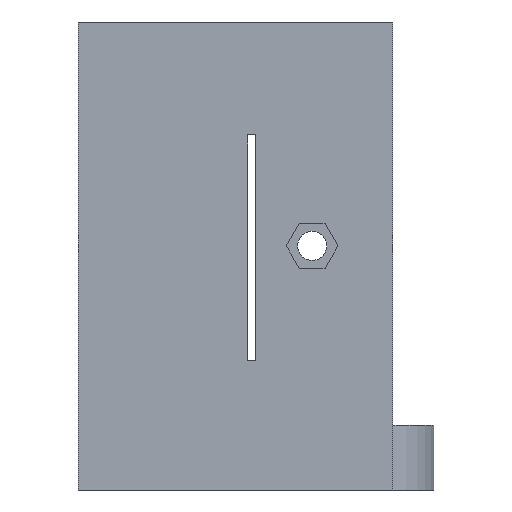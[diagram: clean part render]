
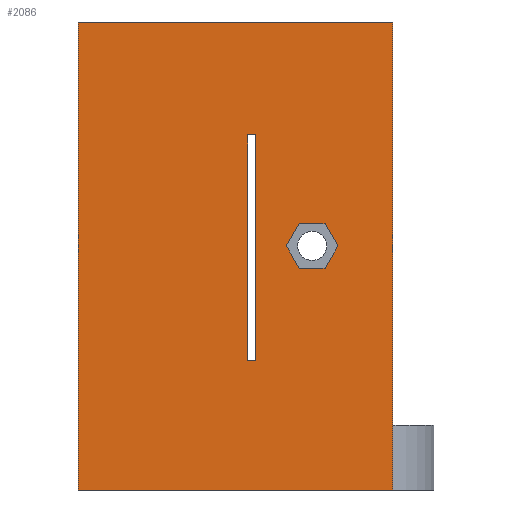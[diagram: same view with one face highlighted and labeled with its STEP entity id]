
A CAD part, left-side view. The second image highlights one B-rep face of the part: STEP entity #2086.
In plain terms, the highlighted planar face has unit normal (-1, 0, 0).
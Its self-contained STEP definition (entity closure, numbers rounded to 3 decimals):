
#39=FACE_BOUND('',#174,.T.);
#40=FACE_BOUND('',#175,.T.);
#67=FACE_OUTER_BOUND('',#173,.T.);
#173=EDGE_LOOP('',(#1376,#1377,#1378,#1379));
#174=EDGE_LOOP('',(#1380,#1381,#1382,#1383));
#175=EDGE_LOOP('',(#1384,#1385,#1386,#1387,#1388,#1389));
#374=LINE('',#2973,#613);
#375=LINE('',#2975,#614);
#376=LINE('',#2977,#615);
#377=LINE('',#2978,#616);
#378=LINE('',#2981,#617);
#379=LINE('',#2983,#618);
#380=LINE('',#2985,#619);
#381=LINE('',#2986,#620);
#382=LINE('',#2989,#621);
#383=LINE('',#2991,#622);
#384=LINE('',#2993,#623);
#385=LINE('',#2995,#624);
#386=LINE('',#2997,#625);
#387=LINE('',#2998,#626);
#613=VECTOR('',#2387,1.);
#614=VECTOR('',#2388,1.);
#615=VECTOR('',#2389,1.);
#616=VECTOR('',#2390,1.);
#617=VECTOR('',#2391,1.);
#618=VECTOR('',#2392,1.);
#619=VECTOR('',#2393,1.);
#620=VECTOR('',#2394,1.);
#621=VECTOR('',#2395,1.);
#622=VECTOR('',#2396,1.);
#623=VECTOR('',#2397,1.);
#624=VECTOR('',#2398,1.);
#625=VECTOR('',#2399,1.);
#626=VECTOR('',#2400,1.);
#853=VERTEX_POINT('',#2971);
#854=VERTEX_POINT('',#2972);
#855=VERTEX_POINT('',#2974);
#856=VERTEX_POINT('',#2976);
#857=VERTEX_POINT('',#2979);
#858=VERTEX_POINT('',#2980);
#859=VERTEX_POINT('',#2982);
#860=VERTEX_POINT('',#2984);
#861=VERTEX_POINT('',#2987);
#862=VERTEX_POINT('',#2988);
#863=VERTEX_POINT('',#2990);
#864=VERTEX_POINT('',#2992);
#865=VERTEX_POINT('',#2994);
#866=VERTEX_POINT('',#2996);
#1064=EDGE_CURVE('',#853,#854,#374,.T.);
#1065=EDGE_CURVE('',#854,#855,#375,.T.);
#1066=EDGE_CURVE('',#856,#855,#376,.T.);
#1067=EDGE_CURVE('',#853,#856,#377,.T.);
#1068=EDGE_CURVE('',#857,#858,#378,.T.);
#1069=EDGE_CURVE('',#857,#859,#379,.T.);
#1070=EDGE_CURVE('',#859,#860,#380,.T.);
#1071=EDGE_CURVE('',#858,#860,#381,.T.);
#1072=EDGE_CURVE('',#861,#862,#382,.T.);
#1073=EDGE_CURVE('',#863,#861,#383,.T.);
#1074=EDGE_CURVE('',#864,#863,#384,.T.);
#1075=EDGE_CURVE('',#865,#864,#385,.T.);
#1076=EDGE_CURVE('',#866,#865,#386,.T.);
#1077=EDGE_CURVE('',#862,#866,#387,.T.);
#1376=ORIENTED_EDGE('',*,*,#1064,.T.);
#1377=ORIENTED_EDGE('',*,*,#1065,.T.);
#1378=ORIENTED_EDGE('',*,*,#1066,.F.);
#1379=ORIENTED_EDGE('',*,*,#1067,.F.);
#1380=ORIENTED_EDGE('',*,*,#1068,.F.);
#1381=ORIENTED_EDGE('',*,*,#1069,.T.);
#1382=ORIENTED_EDGE('',*,*,#1070,.T.);
#1383=ORIENTED_EDGE('',*,*,#1071,.F.);
#1384=ORIENTED_EDGE('',*,*,#1072,.F.);
#1385=ORIENTED_EDGE('',*,*,#1073,.F.);
#1386=ORIENTED_EDGE('',*,*,#1074,.F.);
#1387=ORIENTED_EDGE('',*,*,#1075,.F.);
#1388=ORIENTED_EDGE('',*,*,#1076,.F.);
#1389=ORIENTED_EDGE('',*,*,#1077,.F.);
#1998=PLANE('',#2207);
#2086=ADVANCED_FACE('',(#67,#39,#40),#1998,.F.);
#2207=AXIS2_PLACEMENT_3D('',#2970,#2385,#2386);
#2385=DIRECTION('center_axis',(1.,0.,0.));
#2386=DIRECTION('ref_axis',(0.,0.,1.));
#2387=DIRECTION('',(0.,0.,1.));
#2388=DIRECTION('',(0.,1.,0.));
#2389=DIRECTION('',(0.,0.,1.));
#2390=DIRECTION('',(0.,1.,0.));
#2391=DIRECTION('',(0.,-1.,0.));
#2392=DIRECTION('',(0.,0.,1.));
#2393=DIRECTION('',(0.,-1.,0.));
#2394=DIRECTION('',(0.,0.,1.));
#2395=DIRECTION('',(0.,0.5,-0.866));
#2396=DIRECTION('',(0.,1.,0.));
#2397=DIRECTION('',(0.,0.5,0.866));
#2398=DIRECTION('',(0.,-0.5,0.866));
#2399=DIRECTION('',(0.,-1.,0.));
#2400=DIRECTION('',(0.,-0.5,-0.866));
#2970=CARTESIAN_POINT('Origin',(-23.5,-28.5,0.));
#2971=CARTESIAN_POINT('',(-23.5,-28.5,0.));
#2972=CARTESIAN_POINT('',(-23.5,-28.5,58.));
#2973=CARTESIAN_POINT('',(-23.5,-28.5,0.));
#2974=CARTESIAN_POINT('',(-23.5,10.5,58.));
#2975=CARTESIAN_POINT('',(-23.5,-28.5,58.));
#2976=CARTESIAN_POINT('',(-23.5,10.5,0.));
#2977=CARTESIAN_POINT('',(-23.5,10.5,0.));
#2978=CARTESIAN_POINT('',(-23.5,-28.5,0.));
#2979=CARTESIAN_POINT('',(-23.5,-10.5,16.));
#2980=CARTESIAN_POINT('',(-23.5,-11.5,16.));
#2981=CARTESIAN_POINT('',(-23.5,-20.,16.));
#2982=CARTESIAN_POINT('',(-23.5,-10.5,44.));
#2983=CARTESIAN_POINT('',(-23.5,-10.5,8.));
#2984=CARTESIAN_POINT('',(-23.5,-11.5,44.));
#2985=CARTESIAN_POINT('',(-23.5,-20.,44.));
#2986=CARTESIAN_POINT('',(-23.5,-11.5,8.));
#2987=CARTESIAN_POINT('',(-23.5,-16.9,33.021));
#2988=CARTESIAN_POINT('',(-23.5,-15.3,30.25));
#2989=CARTESIAN_POINT('',(-23.5,-11.201,23.15));
#2990=CARTESIAN_POINT('',(-23.5,-20.1,33.021));
#2991=CARTESIAN_POINT('',(-23.5,-24.3,33.021));
#2992=CARTESIAN_POINT('',(-23.5,-21.7,30.25));
#2993=CARTESIAN_POINT('',(-23.5,-29.099,17.434));
#2994=CARTESIAN_POINT('',(-23.5,-20.1,27.479));
#2995=CARTESIAN_POINT('',(-23.5,-15.201,18.993));
#2996=CARTESIAN_POINT('',(-23.5,-16.9,27.479));
#2997=CARTESIAN_POINT('',(-23.5,-22.7,27.479));
#2998=CARTESIAN_POINT('',(-23.5,-23.499,16.048));
